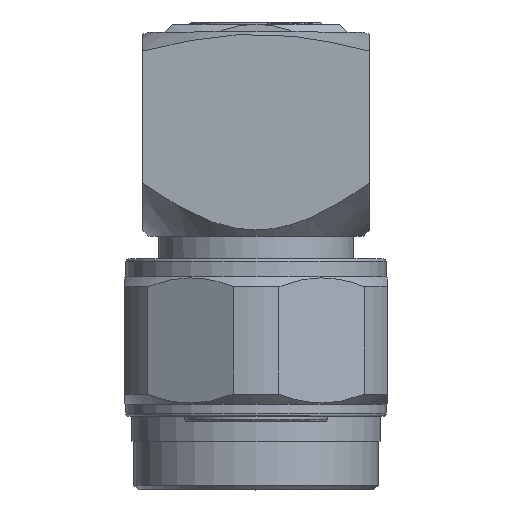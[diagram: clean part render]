
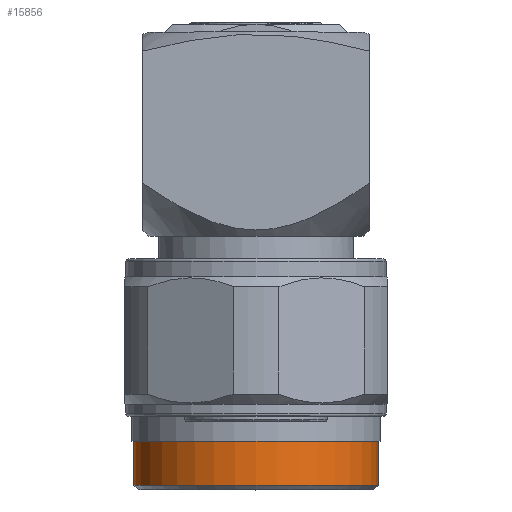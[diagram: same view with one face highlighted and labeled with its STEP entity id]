
A CAD part, top view. The second image highlights one B-rep face of the part: STEP entity #15856.
In plain terms, the highlighted cylindrical face has radius 10.24 mm (diameter 20.481 mm), a partial arc.
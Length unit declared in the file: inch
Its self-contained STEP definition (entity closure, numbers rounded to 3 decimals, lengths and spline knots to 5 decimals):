
#94 = CARTESIAN_POINT ( 'NONE',  ( -1.20568, 0., 0.40317 ) ) ;
#321 = ORIENTED_EDGE ( 'NONE', *, *, #13100, .T. ) ;
#652 = VERTEX_POINT ( 'NONE', #94 ) ;
#1406 = ORIENTED_EDGE ( 'NONE', *, *, #12318, .F. ) ;
#1667 = DIRECTION ( 'NONE',  ( 1., 0., 0. ) ) ;
#2561 = EDGE_LOOP ( 'NONE', ( #15159, #16256, #321, #1406 ) ) ;
#3287 = AXIS2_PLACEMENT_3D ( 'NONE', #6726, #14794, #5259 ) ;
#4064 = EDGE_CURVE ( 'NONE', #652, #17065, #13271, .T. ) ;
#4303 = CYLINDRICAL_SURFACE ( 'NONE', #11440, 0.40317 ) ;
#4343 = CARTESIAN_POINT ( 'NONE',  ( -0.17882, 0., -0.40317 ) ) ;
#4920 = DIRECTION ( 'NONE',  ( 1., 0., 0. ) ) ;
#5259 = DIRECTION ( 'NONE',  ( 0., 0., -1. ) ) ;
#5415 = CIRCLE ( 'NONE', #7604, 0.40317 ) ;
#5653 = CARTESIAN_POINT ( 'NONE',  ( -1.20568, 0., -0.40317 ) ) ;
#6188 = DIRECTION ( 'NONE',  ( 0., 0., 1. ) ) ;
#6726 = CARTESIAN_POINT ( 'NONE',  ( -1.20568, 0., 0. ) ) ;
#7224 = DIRECTION ( 'NONE',  ( 1., 0., 0. ) ) ;
#7467 = EDGE_CURVE ( 'NONE', #652, #14506, #12694, .T. ) ;
#7604 = AXIS2_PLACEMENT_3D ( 'NONE', #16683, #16950, #6188 ) ;
#10626 = CARTESIAN_POINT ( 'NONE',  ( -0.17882, 0., 0. ) ) ;
#11002 = LINE ( 'NONE', #4343, #14000 ) ;
#11097 = CARTESIAN_POINT ( 'NONE',  ( -1.06037, 0., 0.40317 ) ) ;
#11440 = AXIS2_PLACEMENT_3D ( 'NONE', #10626, #7224, #12514 ) ;
#11585 = CARTESIAN_POINT ( 'NONE',  ( -1.06037, 0., -0.40317 ) ) ;
#11946 = CARTESIAN_POINT ( 'NONE',  ( -0.17882, 0., 0.40317 ) ) ;
#12219 = VECTOR ( 'NONE', #4920, 39.37008 ) ;
#12318 = EDGE_CURVE ( 'NONE', #17065, #13341, #5415, .T. ) ;
#12352 = FACE_OUTER_BOUND ( 'NONE', #2561, .T. ) ;
#12514 = DIRECTION ( 'NONE',  ( 0., 0., -1. ) ) ;
#12694 = CIRCLE ( 'NONE', #3287, 0.40317 ) ;
#13100 = EDGE_CURVE ( 'NONE', #14506, #13341, #11002, .T. ) ;
#13271 = LINE ( 'NONE', #11946, #12219 ) ;
#13341 = VERTEX_POINT ( 'NONE', #11585 ) ;
#14000 = VECTOR ( 'NONE', #1667, 39.37008 ) ;
#14506 = VERTEX_POINT ( 'NONE', #5653 ) ;
#14794 = DIRECTION ( 'NONE',  ( 1., 0., 0. ) ) ;
#15159 = ORIENTED_EDGE ( 'NONE', *, *, #4064, .F. ) ;
#15856 = ADVANCED_FACE ( 'NONE', ( #12352 ), #4303, .T. ) ;
#16256 = ORIENTED_EDGE ( 'NONE', *, *, #7467, .T. ) ;
#16683 = CARTESIAN_POINT ( 'NONE',  ( -1.06037, 0., 0. ) ) ;
#16950 = DIRECTION ( 'NONE',  ( 1., 0., 0. ) ) ;
#17065 = VERTEX_POINT ( 'NONE', #11097 ) ;
